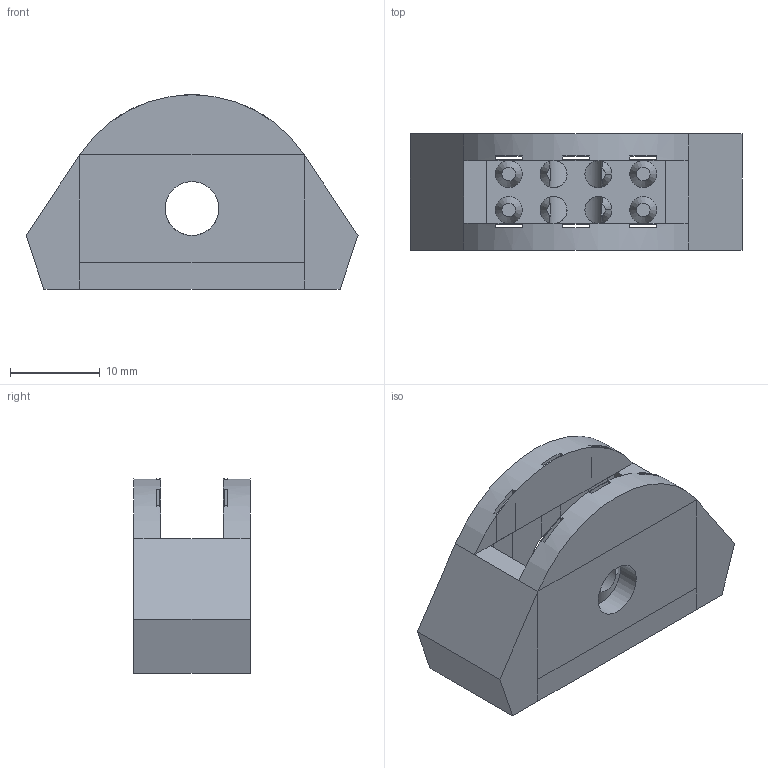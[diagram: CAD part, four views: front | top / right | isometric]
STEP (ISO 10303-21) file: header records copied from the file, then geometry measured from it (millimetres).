
FILE_DESCRIPTION(('FreeCAD Model'),'2;1');
FILE_NAME('Open CASCADE Shape Model','2025-04-19T13:03:21',(''),(''), 'Open CASCADE STEP processor 7.8','FreeCAD','Unknown');
FILE_SCHEMA(('AUTOMOTIVE_DESIGN { 1 0 10303 214 1 1 1 1 }'));
Length unit declared in the file: millimetre
Products named in the file (1): ArmHolder
Bounding box: 37 x 13 x 21.69 mm (x, y, z)
Volume: 5246.3 mm3; surface area: 4105 mm2
Topology: 1 solids, 1 shells, 134 faces, 324 edges, 194 vertices
Faces by surface type: plane 106, cylinder 18, cone 10
Full cylindrical faces by diameter (mm): 3 x8, 6 x2
Entity records: 4312 total; most frequent: CARTESIAN_POINT 1129, ORIENTED_EDGE 648, DIRECTION 634, EDGE_CURVE 324, LINE 236, VECTOR 236, AXIS2_PLACEMENT_3D 199, VERTEX_POINT 194
